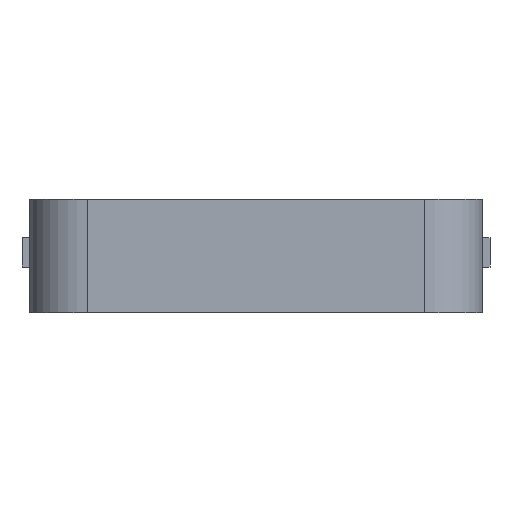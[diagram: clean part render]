
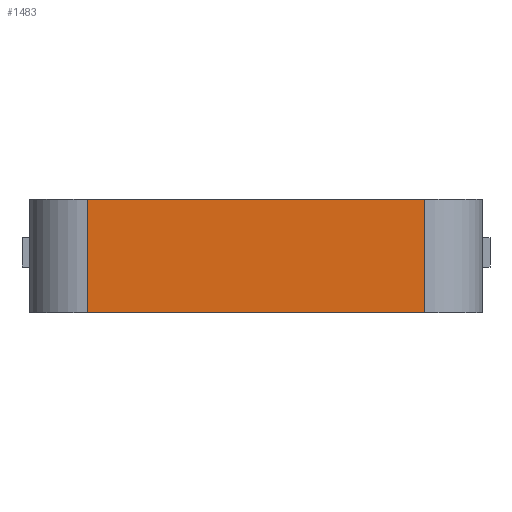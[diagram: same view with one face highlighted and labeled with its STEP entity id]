
A CAD part, front view. The second image highlights one B-rep face of the part: STEP entity #1483.
In plain terms, the highlighted planar face has unit normal (0, -1, 0).
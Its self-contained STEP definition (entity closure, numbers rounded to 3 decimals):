
#132=FACE_OUTER_BOUND('',#213,.T.);
#213=EDGE_LOOP('',(#1081,#1082,#1083,#1084));
#314=LINE('',#2212,#473);
#318=LINE('',#2221,#477);
#334=LINE('',#2285,#493);
#335=LINE('',#2287,#494);
#473=VECTOR('',#1767,10.);
#477=VECTOR('',#1777,10.);
#493=VECTOR('',#1829,10.);
#494=VECTOR('',#1832,10.);
#627=VERTEX_POINT('',#2209);
#628=VERTEX_POINT('',#2211);
#630=VERTEX_POINT('',#2220);
#660=VERTEX_POINT('',#2283);
#785=EDGE_CURVE('',#627,#628,#314,.T.);
#790=EDGE_CURVE('',#630,#628,#318,.F.);
#823=EDGE_CURVE('',#630,#660,#334,.T.);
#824=EDGE_CURVE('',#660,#627,#335,.F.);
#1081=ORIENTED_EDGE('',*,*,#785,.F.);
#1082=ORIENTED_EDGE('',*,*,#824,.F.);
#1083=ORIENTED_EDGE('',*,*,#823,.F.);
#1084=ORIENTED_EDGE('',*,*,#790,.T.);
#1430=PLANE('',#1599);
#1483=ADVANCED_FACE('',(#132),#1430,.T.);
#1599=AXIS2_PLACEMENT_3D('',#2286,#1830,#1831);
#1767=DIRECTION('',(0.,0.,1.));
#1777=DIRECTION('',(1.,0.,0.));
#1829=DIRECTION('',(0.,0.,-1.));
#1830=DIRECTION('center_axis',(0.,-1.,0.));
#1831=DIRECTION('ref_axis',(-1.,0.,0.));
#1832=DIRECTION('',(1.,0.,0.));
#2209=CARTESIAN_POINT('',(346.018,164.345,-120.773));
#2211=CARTESIAN_POINT('',(346.018,164.345,-109.973));
#2212=CARTESIAN_POINT('',(346.018,164.345,-109.973));
#2220=CARTESIAN_POINT('',(378.133,164.345,-109.973));
#2221=CARTESIAN_POINT('',(369.855,164.345,-109.973));
#2283=CARTESIAN_POINT('',(378.133,164.345,-120.773));
#2285=CARTESIAN_POINT('',(378.133,164.345,-109.973));
#2286=CARTESIAN_POINT('Origin',(377.633,164.345,-109.973));
#2287=CARTESIAN_POINT('',(369.855,164.345,-120.773));
